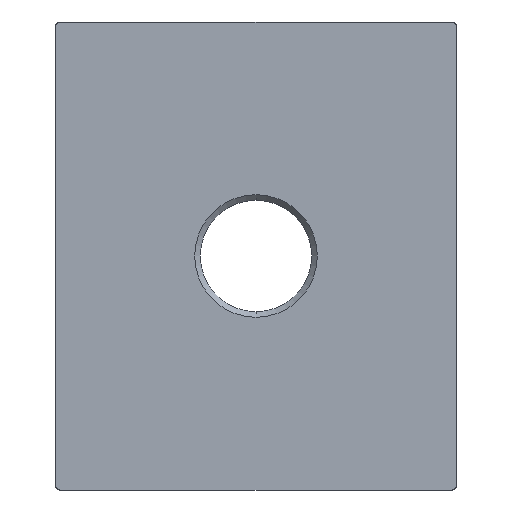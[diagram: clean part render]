
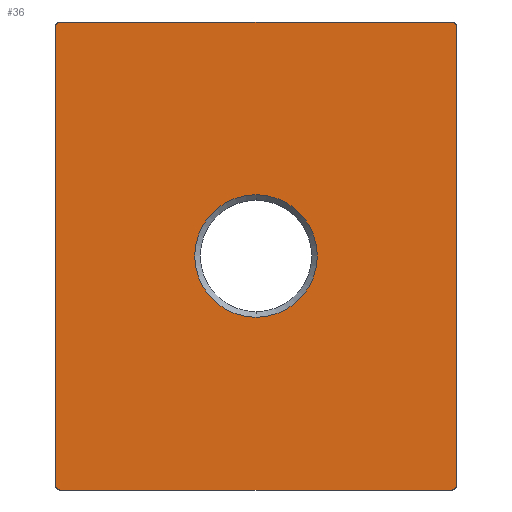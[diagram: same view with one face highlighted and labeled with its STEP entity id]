
A CAD part, front view. The second image highlights one B-rep face of the part: STEP entity #36.
In plain terms, the highlighted planar face has unit normal (0, -1, 0).
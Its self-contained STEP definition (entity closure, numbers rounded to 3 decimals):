
#16 = LINE ( 'NONE', #444, #17 ) ;
#17 = VECTOR ( 'NONE', #443, 1000. ) ;
#36 = ADVANCED_FACE ( 'NONE', ( #194, #195 ), #484, .F. ) ;
#46 = LINE ( 'NONE', #347, #47 ) ;
#47 = VECTOR ( 'NONE', #346, 1000. ) ;
#48 = CIRCLE ( 'NONE', #97, 2.75 ) ;
#64 = LINE ( 'NONE', #363, #65 ) ;
#65 = VECTOR ( 'NONE', #362, 1000. ) ;
#76 = EDGE_CURVE ( 'NONE', #394, #367, #231, .T. ) ;
#77 = EDGE_CURVE ( 'NONE', #304, #387, #233, .T. ) ;
#84 = EDGE_CURVE ( 'NONE', #408, #369, #16, .T. ) ;
#97 = AXIS2_PLACEMENT_3D ( 'NONE', #345, #344, #343 ) ;
#98 = EDGE_CURVE ( 'NONE', #389, #387, #172, .T. ) ;
#109 = AXIS2_PLACEMENT_3D ( 'NONE', #483, #482, #481 ) ;
#111 = EDGE_CURVE ( 'NONE', #408, #419, #178, .T. ) ;
#117 = AXIS2_PLACEMENT_3D ( 'NONE', #464, #463, #462 ) ;
#121 = AXIS2_PLACEMENT_3D ( 'NONE', #399, #397, #396 ) ;
#122 = AXIS2_PLACEMENT_3D ( 'NONE', #402, #401, #452 ) ;
#125 = AXIS2_PLACEMENT_3D ( 'NONE', #460, #459, #458 ) ;
#128 = EDGE_CURVE ( 'NONE', #400, #398, #180, .T. ) ;
#129 = EDGE_CURVE ( 'NONE', #389, #369, #181, .T. ) ;
#138 = EDGE_CURVE ( 'NONE', #394, #419, #64, .T. ) ;
#147 = AXIS2_PLACEMENT_3D ( 'NONE', #412, #410, #407 ) ;
#151 = EDGE_CURVE ( 'NONE', #304, #367, #46, .T. ) ;
#152 = EDGE_CURVE ( 'NONE', #398, #400, #48, .T. ) ;
#167 = ORIENTED_EDGE ( 'NONE', *, *, #152, .T. ) ;
#168 = ORIENTED_EDGE ( 'NONE', *, *, #128, .T. ) ;
#169 = ORIENTED_EDGE ( 'NONE', *, *, #98, .F. ) ;
#170 = ORIENTED_EDGE ( 'NONE', *, *, #129, .T. ) ;
#172 = LINE ( 'NONE', #422, #174 ) ;
#174 = VECTOR ( 'NONE', #421, 1000. ) ;
#178 = CIRCLE ( 'NONE', #147, 0.2 ) ;
#180 = CIRCLE ( 'NONE', #122, 2.75 ) ;
#181 = CIRCLE ( 'NONE', #121, 0.2 ) ;
#194 = FACE_BOUND ( 'NONE', #262, .T. ) ;
#195 = FACE_OUTER_BOUND ( 'NONE', #257, .T. ) ;
#209 = ORIENTED_EDGE ( 'NONE', *, *, #84, .F. ) ;
#210 = ORIENTED_EDGE ( 'NONE', *, *, #111, .T. ) ;
#220 = ORIENTED_EDGE ( 'NONE', *, *, #138, .F. ) ;
#221 = ORIENTED_EDGE ( 'NONE', *, *, #76, .T. ) ;
#222 = ORIENTED_EDGE ( 'NONE', *, *, #151, .F. ) ;
#223 = ORIENTED_EDGE ( 'NONE', *, *, #77, .T. ) ;
#231 = CIRCLE ( 'NONE', #117, 0.2 ) ;
#233 = CIRCLE ( 'NONE', #125, 0.2 ) ;
#257 = EDGE_LOOP ( 'NONE', ( #169, #170, #209, #210, #220, #221, #222, #223 ) ) ;
#262 = EDGE_LOOP ( 'NONE', ( #167, #168 ) ) ;
#304 = VERTEX_POINT ( 'NONE', #326 ) ;
#306 = CARTESIAN_POINT ( 'NONE',  ( -17.8, -2., -21. ) ) ;
#312 = CARTESIAN_POINT ( 'NONE',  ( -18., -2., -20.8 ) ) ;
#315 = CARTESIAN_POINT ( 'NONE',  ( -9., -2., -7.75 ) ) ;
#316 = CARTESIAN_POINT ( 'NONE',  ( -9., -2., -13.25 ) ) ;
#317 = CARTESIAN_POINT ( 'NONE',  ( -0.2, -2., -21. ) ) ;
#319 = CARTESIAN_POINT ( 'NONE',  ( -17.8, -2., 0. ) ) ;
#320 = CARTESIAN_POINT ( 'NONE',  ( -0.2, -2., 0. ) ) ;
#324 = CARTESIAN_POINT ( 'NONE',  ( -18., -2., -0.2 ) ) ;
#325 = CARTESIAN_POINT ( 'NONE',  ( 0., -2., -20.8 ) ) ;
#326 = CARTESIAN_POINT ( 'NONE',  ( 0., -2., -0.2 ) ) ;
#343 = DIRECTION ( 'NONE',  ( 0., 0., 1. ) ) ;
#344 = DIRECTION ( 'NONE',  ( 0., 1., 0. ) ) ;
#345 = CARTESIAN_POINT ( 'NONE',  ( -9., -2., -10.5 ) ) ;
#346 = DIRECTION ( 'NONE',  ( 0., 0., -1. ) ) ;
#347 = CARTESIAN_POINT ( 'NONE',  ( 0., -2., -21. ) ) ;
#362 = DIRECTION ( 'NONE',  ( -1., 0., 0. ) ) ;
#363 = CARTESIAN_POINT ( 'NONE',  ( -18., -2., -21. ) ) ;
#367 = VERTEX_POINT ( 'NONE', #325 ) ;
#369 = VERTEX_POINT ( 'NONE', #324 ) ;
#387 = VERTEX_POINT ( 'NONE', #320 ) ;
#389 = VERTEX_POINT ( 'NONE', #319 ) ;
#394 = VERTEX_POINT ( 'NONE', #317 ) ;
#396 = DIRECTION ( 'NONE',  ( 0., 0., 1. ) ) ;
#397 = DIRECTION ( 'NONE',  ( 0., -1., 0. ) ) ;
#398 = VERTEX_POINT ( 'NONE', #316 ) ;
#399 = CARTESIAN_POINT ( 'NONE',  ( -17.8, -2., -0.2 ) ) ;
#400 = VERTEX_POINT ( 'NONE', #315 ) ;
#401 = DIRECTION ( 'NONE',  ( 0., 1., 0. ) ) ;
#402 = CARTESIAN_POINT ( 'NONE',  ( -9., -2., -10.5 ) ) ;
#407 = DIRECTION ( 'NONE',  ( 0., 0., 1. ) ) ;
#408 = VERTEX_POINT ( 'NONE', #312 ) ;
#410 = DIRECTION ( 'NONE',  ( 0., -1., 0. ) ) ;
#412 = CARTESIAN_POINT ( 'NONE',  ( -17.8, -2., -20.8 ) ) ;
#419 = VERTEX_POINT ( 'NONE', #306 ) ;
#421 = DIRECTION ( 'NONE',  ( 1., 0., 0. ) ) ;
#422 = CARTESIAN_POINT ( 'NONE',  ( -18., -2., 0. ) ) ;
#443 = DIRECTION ( 'NONE',  ( 0., 0., 1. ) ) ;
#444 = CARTESIAN_POINT ( 'NONE',  ( -18., -2., -21. ) ) ;
#452 = DIRECTION ( 'NONE',  ( 0., 0., 1. ) ) ;
#458 = DIRECTION ( 'NONE',  ( 0., 0., 1. ) ) ;
#459 = DIRECTION ( 'NONE',  ( 0., -1., 0. ) ) ;
#460 = CARTESIAN_POINT ( 'NONE',  ( -0.2, -2., -0.2 ) ) ;
#462 = DIRECTION ( 'NONE',  ( 0., 0., 1. ) ) ;
#463 = DIRECTION ( 'NONE',  ( 0., -1., 0. ) ) ;
#464 = CARTESIAN_POINT ( 'NONE',  ( -0.2, -2., -20.8 ) ) ;
#481 = DIRECTION ( 'NONE',  ( 0., 0., 1. ) ) ;
#482 = DIRECTION ( 'NONE',  ( 0., 1., 0. ) ) ;
#483 = CARTESIAN_POINT ( 'NONE',  ( -18., -2., 0. ) ) ;
#484 = PLANE ( 'NONE',  #109 ) ;
